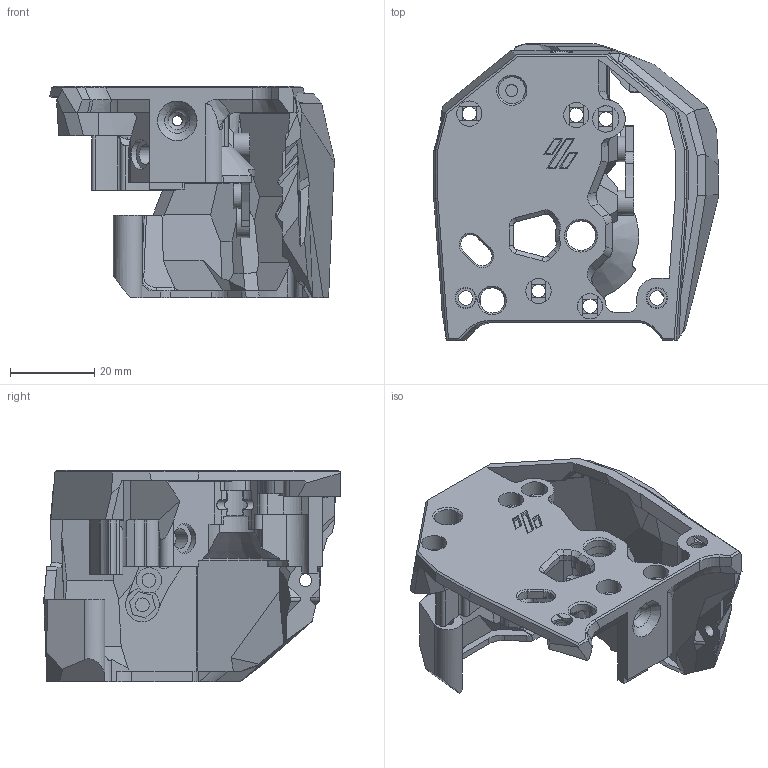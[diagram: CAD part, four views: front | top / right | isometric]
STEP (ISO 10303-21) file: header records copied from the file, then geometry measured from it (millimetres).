
FILE_DESCRIPTION(/* description */ (''),/* implementation_level */ '2;1');
FILE_NAME(/* name */ 'Stealthburner_CW2_LDOPCB.step',/* time_stamp */ '2023-01-30T07:55:50-08:00',/* author */ (''),/* organization */ (''),/* preprocessor_version */ 'ST-DEVELOPER v19.2',/* originating_system */ 'Autodesk Translation Framework v11.17.0.187',/* authorisation */ '');
FILE_SCHEMA (('AUTOMOTIVE_DESIGN { 1 0 10303 214 3 1 1 }'));
Length unit declared in the file: millimetre
Products named in the file (5): Stealthburner_CW2_Assembly; LDO AB PCB Assembly; pcb_spacer v2; main_body; cable_cover_for_pcb
Assembly tree (4 placements, depth 3):
  Stealthburner_CW2_Assembly
    LDO AB PCB Assembly
      pcb_spacer v2
      main_body
      cable_cover_for_pcb
Bounding box: 67.59 x 70.37 x 50.2 mm (x, y, z)
Volume: 35094.9 mm3; surface area: 24504.3 mm2
Topology: 3 solids, 3 shells, 618 faces, 1722 edges, 1115 vertices
Faces by surface type: plane 388, cylinder 165, bspline 32, cone 30, torus 3
Full cylindrical faces by diameter (mm): 2.4 x2, 2.8 x2, 3 x1, 3.2 x1, 3.3 x3, 3.4 x6, 4.2 x2, 4.7 x4, 6 x7, 6.248 x1, 6.4 x1, 7 x2, 8.2 x1
Entity records: 21764 total; most frequent: CARTESIAN_POINT 5603, ORIENTED_EDGE 3444, DIRECTION 3264, EDGE_CURVE 1722, LINE 1168, VECTOR 1168, VERTEX_POINT 1115, AXIS2_PLACEMENT_3D 1048
